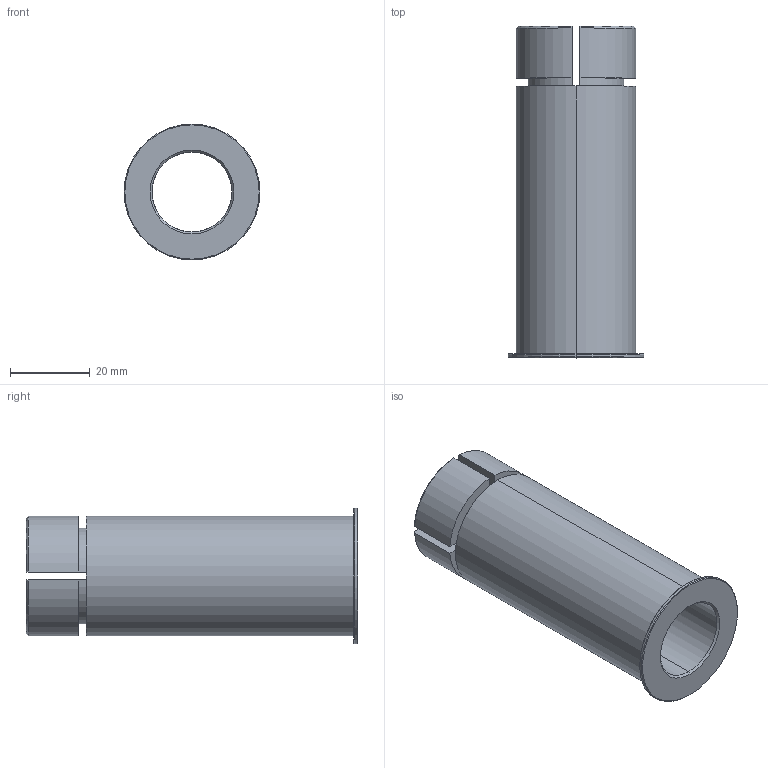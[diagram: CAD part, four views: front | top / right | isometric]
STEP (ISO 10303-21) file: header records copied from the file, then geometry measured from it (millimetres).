
FILE_DESCRIPTION (( 'STEP AP203' ), '1' );
FILE_NAME ('M031_9418_F20.STEP', '2018-05-14T13:08:44', ( '' ), ( '' ), 'SwSTEP 2.0', 'SolidWorks 2016', '' );
FILE_SCHEMA (( 'CONFIG_CONTROL_DESIGN' ));
Length unit declared in the file: millimetre
Products named in the file (1): M031_9418_F20
Bounding box: 34 x 83 x 34 mm (x, y, z)
Volume: 31703.7 mm3; surface area: 14887.9 mm2
Topology: 1 solids, 1 shells, 47 faces, 126 edges, 82 vertices
Faces by surface type: plane 19, cone 14, cylinder 14
Entity records: 1579 total; most frequent: CARTESIAN_POINT 304, DIRECTION 256, ORIENTED_EDGE 252, EDGE_CURVE 126, AXIS2_PLACEMENT_3D 98, VERTEX_POINT 82, VECTOR 60, LINE 60
